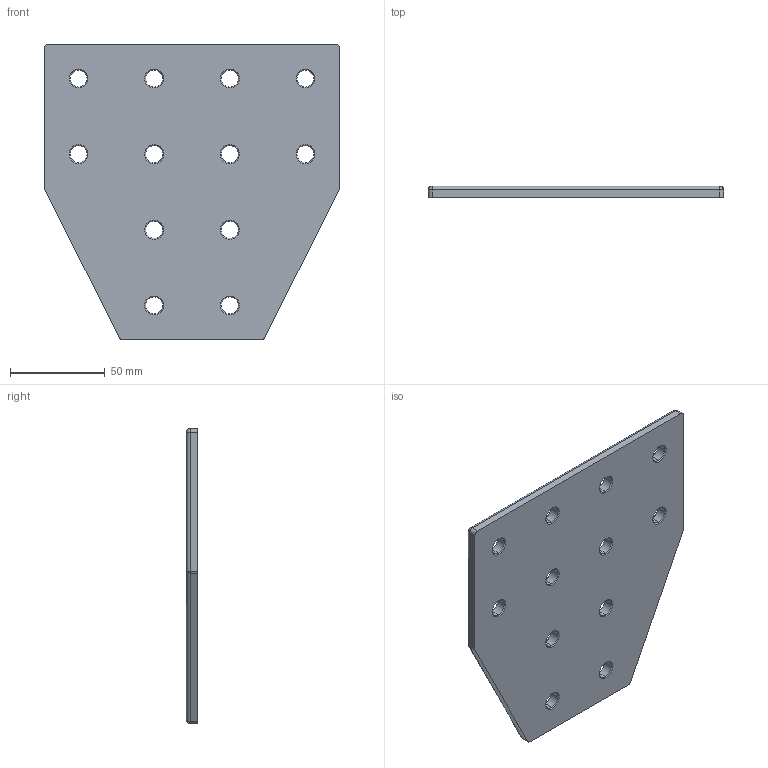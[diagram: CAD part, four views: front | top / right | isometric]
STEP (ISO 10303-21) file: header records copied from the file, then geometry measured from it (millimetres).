
FILE_DESCRIPTION (( 'STEP AP214' ), '1' );
FILE_NAME ('093vt160160d.STEP', '2014-08-28T13:43:32', ( '' ), ( '' ), 'SwSTEP 2.0', 'SolidWorks 2014', '' );
FILE_SCHEMA (( 'AUTOMOTIVE_DESIGN' ));
Length unit declared in the file: millimetre
Products named in the file (1): 093vt160160d
Bounding box: 156 x 6 x 156 mm (x, y, z)
Volume: 121655.2 mm3; surface area: 45466.2 mm2
Topology: 1 solids, 1 shells, 102 faces, 243 edges, 141 vertices
Faces by surface type: cone 48, cylinder 36, bspline 10, plane 8
Entity records: 4246 total; most frequent: CARTESIAN_POINT 635, DIRECTION 566, ORIENTED_EDGE 482, EDGE_CURVE 241, AXIS2_PLACEMENT_3D 232, VERTEX_POINT 141, CIRCLE 139, EDGE_LOOP 126
